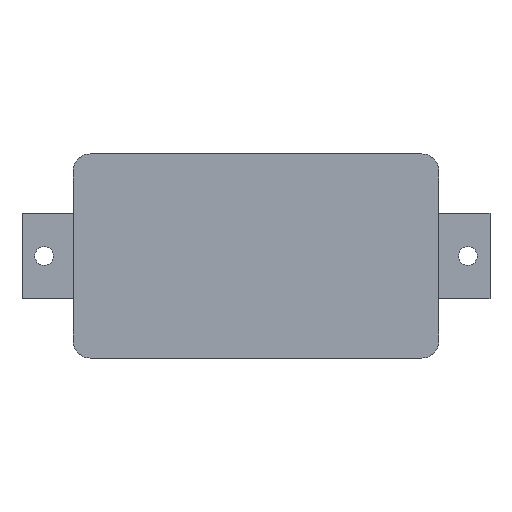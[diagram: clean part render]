
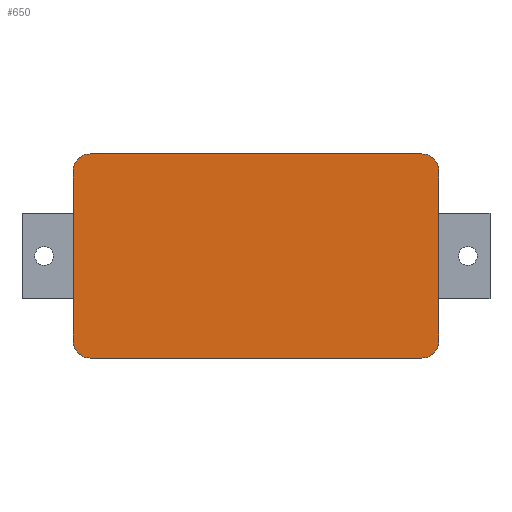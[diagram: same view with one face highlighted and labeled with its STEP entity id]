
A CAD part, front view. The second image highlights one B-rep face of the part: STEP entity #650.
In plain terms, the highlighted planar face has unit normal (0, -1, 0).
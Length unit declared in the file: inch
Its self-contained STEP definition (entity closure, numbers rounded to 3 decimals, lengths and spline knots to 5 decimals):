
#2 = AXIS2_PLACEMENT_3D ( 'NONE', #533, #380, #61 ) ;
#6 = CIRCLE ( 'NONE', #661, 0.1 ) ;
#16 = LINE ( 'NONE', #331, #594 ) ;
#24 = VERTEX_POINT ( 'NONE', #974 ) ;
#31 = CARTESIAN_POINT ( 'NONE',  ( 1.075, -0.1, 0.6 ) ) ;
#32 = DIRECTION ( 'NONE',  ( -1., 0., 0. ) ) ;
#51 = CARTESIAN_POINT ( 'NONE',  ( -1.075, -0.1, 0.6 ) ) ;
#61 = DIRECTION ( 'NONE',  ( 0., 0., -1. ) ) ;
#66 = ORIENTED_EDGE ( 'NONE', *, *, #108, .T. ) ;
#79 = EDGE_CURVE ( 'NONE', #143, #157, #430, .T. ) ;
#97 = DIRECTION ( 'NONE',  ( 0., 0., -1. ) ) ;
#103 = CIRCLE ( 'NONE', #2, 0.1 ) ;
#104 = DIRECTION ( 'NONE',  ( 0., 0., 1. ) ) ;
#108 = EDGE_CURVE ( 'NONE', #275, #779, #103, .T. ) ;
#138 = CIRCLE ( 'NONE', #484, 0.1 ) ;
#143 = VERTEX_POINT ( 'NONE', #995 ) ;
#157 = VERTEX_POINT ( 'NONE', #689 ) ;
#167 = ORIENTED_EDGE ( 'NONE', *, *, #867, .T. ) ;
#171 = VECTOR ( 'NONE', #692, 39.37008 ) ;
#180 = LINE ( 'NONE', #31, #812 ) ;
#186 = CARTESIAN_POINT ( 'NONE',  ( -1.075, -0.1, -0.5 ) ) ;
#217 = FACE_OUTER_BOUND ( 'NONE', #372, .T. ) ;
#223 = LINE ( 'NONE', #529, #305 ) ;
#248 = DIRECTION ( 'NONE',  ( 0., -1., 0. ) ) ;
#262 = CARTESIAN_POINT ( 'NONE',  ( -1.075, -0.1, 0.5 ) ) ;
#269 = DIRECTION ( 'NONE',  ( 0., 0., -1. ) ) ;
#275 = VERTEX_POINT ( 'NONE', #720 ) ;
#279 = DIRECTION ( 'NONE',  ( 1., 0., 0. ) ) ;
#291 = DIRECTION ( 'NONE',  ( 0., 0., -1. ) ) ;
#293 = CARTESIAN_POINT ( 'NONE',  ( 1.075, -0.1, 0.5 ) ) ;
#305 = VECTOR ( 'NONE', #457, 39.37008 ) ;
#321 = CARTESIAN_POINT ( 'NONE',  ( 0., -0.1, 0. ) ) ;
#331 = CARTESIAN_POINT ( 'NONE',  ( 1.075, -0.1, 0.6 ) ) ;
#342 = CARTESIAN_POINT ( 'NONE',  ( -1.075, -0.1, 0.6 ) ) ;
#345 = DIRECTION ( 'NONE',  ( 0., -1., 0. ) ) ;
#372 = EDGE_LOOP ( 'NONE', ( #769, #167, #563, #634, #709, #445, #476, #981, #571, #66, #488, #742 ) ) ;
#380 = DIRECTION ( 'NONE',  ( 0., -1., 0. ) ) ;
#389 = EDGE_CURVE ( 'NONE', #607, #779, #809, .T. ) ;
#399 = AXIS2_PLACEMENT_3D ( 'NONE', #321, #248, #471 ) ;
#415 = EDGE_CURVE ( 'NONE', #143, #902, #417, .T. ) ;
#417 = CIRCLE ( 'NONE', #930, 0.1 ) ;
#423 = VERTEX_POINT ( 'NONE', #186 ) ;
#429 = DIRECTION ( 'NONE',  ( 0., 0., -1. ) ) ;
#430 = LINE ( 'NONE', #574, #499 ) ;
#445 = ORIENTED_EDGE ( 'NONE', *, *, #861, .F. ) ;
#457 = DIRECTION ( 'NONE',  ( 0., 0., 1. ) ) ;
#468 = EDGE_CURVE ( 'NONE', #492, #902, #180, .T. ) ;
#471 = DIRECTION ( 'NONE',  ( 0., 0., -1. ) ) ;
#476 = ORIENTED_EDGE ( 'NONE', *, *, #1001, .F. ) ;
#484 = AXIS2_PLACEMENT_3D ( 'NONE', #567, #345, #97 ) ;
#488 = ORIENTED_EDGE ( 'NONE', *, *, #389, .F. ) ;
#492 = VERTEX_POINT ( 'NONE', #1011 ) ;
#499 = VECTOR ( 'NONE', #32, 39.37008 ) ;
#507 = VERTEX_POINT ( 'NONE', #293 ) ;
#529 = CARTESIAN_POINT ( 'NONE',  ( -1.075, -0.1, 0.6 ) ) ;
#533 = CARTESIAN_POINT ( 'NONE',  ( -0.975, -0.1, 0.5 ) ) ;
#535 = CARTESIAN_POINT ( 'NONE',  ( 1.075, -0.1, -0.5 ) ) ;
#563 = ORIENTED_EDGE ( 'NONE', *, *, #79, .F. ) ;
#567 = CARTESIAN_POINT ( 'NONE',  ( 0.975, -0.1, 0.5 ) ) ;
#571 = ORIENTED_EDGE ( 'NONE', *, *, #585, .F. ) ;
#574 = CARTESIAN_POINT ( 'NONE',  ( -1.075, -0.1, -0.6 ) ) ;
#579 = DIRECTION ( 'NONE',  ( 0., -1., 0. ) ) ;
#585 = EDGE_CURVE ( 'NONE', #275, #638, #994, .T. ) ;
#594 = VECTOR ( 'NONE', #962, 39.37008 ) ;
#607 = VERTEX_POINT ( 'NONE', #910 ) ;
#634 = ORIENTED_EDGE ( 'NONE', *, *, #415, .T. ) ;
#638 = VERTEX_POINT ( 'NONE', #1007 ) ;
#646 = DIRECTION ( 'NONE',  ( 0., 0., -1. ) ) ;
#650 = ADVANCED_FACE ( 'NONE', ( #217 ), #719, .T. ) ;
#661 = AXIS2_PLACEMENT_3D ( 'NONE', #727, #976, #646 ) ;
#679 = LINE ( 'NONE', #686, #766 ) ;
#686 = CARTESIAN_POINT ( 'NONE',  ( 1.075, -0.1, 0.6 ) ) ;
#689 = CARTESIAN_POINT ( 'NONE',  ( -0.975, -0.1, -0.6 ) ) ;
#692 = DIRECTION ( 'NONE',  ( 0., 0., 1. ) ) ;
#697 = CARTESIAN_POINT ( 'NONE',  ( -1.075, -0.1, 0.6 ) ) ;
#709 = ORIENTED_EDGE ( 'NONE', *, *, #468, .F. ) ;
#719 = PLANE ( 'NONE',  #399 ) ;
#720 = CARTESIAN_POINT ( 'NONE',  ( -0.975, -0.1, 0.6 ) ) ;
#727 = CARTESIAN_POINT ( 'NONE',  ( -0.975, -0.1, -0.5 ) ) ;
#742 = ORIENTED_EDGE ( 'NONE', *, *, #954, .F. ) ;
#753 = VERTEX_POINT ( 'NONE', #792 ) ;
#766 = VECTOR ( 'NONE', #291, 39.37008 ) ;
#769 = ORIENTED_EDGE ( 'NONE', *, *, #941, .F. ) ;
#779 = VERTEX_POINT ( 'NONE', #262 ) ;
#792 = CARTESIAN_POINT ( 'NONE',  ( 1.075, -0.1, 0.25 ) ) ;
#809 = LINE ( 'NONE', #342, #810 ) ;
#810 = VECTOR ( 'NONE', #104, 39.37008 ) ;
#812 = VECTOR ( 'NONE', #269, 39.37008 ) ;
#818 = EDGE_CURVE ( 'NONE', #507, #638, #138, .T. ) ;
#856 = LINE ( 'NONE', #51, #171 ) ;
#861 = EDGE_CURVE ( 'NONE', #753, #492, #16, .T. ) ;
#867 = EDGE_CURVE ( 'NONE', #423, #157, #6, .T. ) ;
#902 = VERTEX_POINT ( 'NONE', #535 ) ;
#910 = CARTESIAN_POINT ( 'NONE',  ( -1.075, -0.1, 0.25 ) ) ;
#930 = AXIS2_PLACEMENT_3D ( 'NONE', #973, #579, #429 ) ;
#941 = EDGE_CURVE ( 'NONE', #423, #24, #223, .T. ) ;
#954 = EDGE_CURVE ( 'NONE', #24, #607, #856, .T. ) ;
#962 = DIRECTION ( 'NONE',  ( 0., 0., -1. ) ) ;
#973 = CARTESIAN_POINT ( 'NONE',  ( 0.975, -0.1, -0.5 ) ) ;
#974 = CARTESIAN_POINT ( 'NONE',  ( -1.075, -0.1, -0.25 ) ) ;
#976 = DIRECTION ( 'NONE',  ( 0., -1., 0. ) ) ;
#981 = ORIENTED_EDGE ( 'NONE', *, *, #818, .T. ) ;
#994 = LINE ( 'NONE', #697, #997 ) ;
#995 = CARTESIAN_POINT ( 'NONE',  ( 0.975, -0.1, -0.6 ) ) ;
#997 = VECTOR ( 'NONE', #279, 39.37008 ) ;
#1001 = EDGE_CURVE ( 'NONE', #507, #753, #679, .T. ) ;
#1007 = CARTESIAN_POINT ( 'NONE',  ( 0.975, -0.1, 0.6 ) ) ;
#1011 = CARTESIAN_POINT ( 'NONE',  ( 1.075, -0.1, -0.25 ) ) ;
